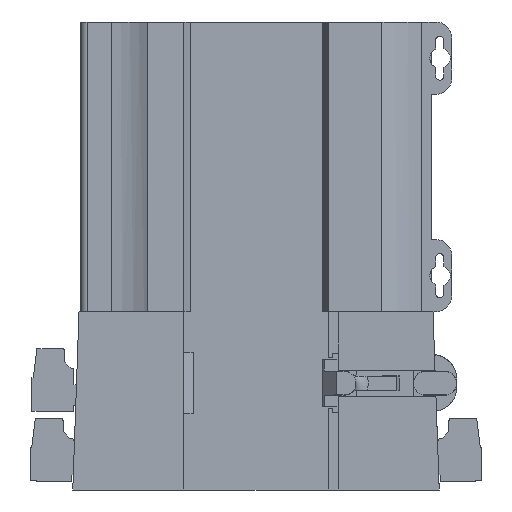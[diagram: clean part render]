
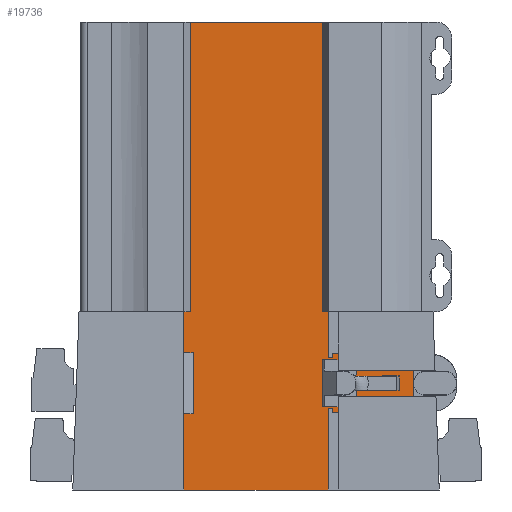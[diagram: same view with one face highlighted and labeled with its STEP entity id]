
A CAD part, front view. The second image highlights one B-rep face of the part: STEP entity #19736.
In plain terms, the highlighted planar face has unit normal (0, -1, 0).
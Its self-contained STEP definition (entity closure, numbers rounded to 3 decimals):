
#200=DIRECTION('',(0.035,0.,-0.999));
#201=VECTOR('',#200,14.409);
#202=CARTESIAN_POINT('',(43.832,0.,-81.5));
#203=LINE('',#202,#201);
#959=DIRECTION('',(-1.,0.,0.));
#960=VECTOR('',#959,35.5);
#961=CARTESIAN_POINT('',(17.82,0.,0.));
#962=LINE('',#961,#960);
#4075=DIRECTION('',(1.,0.,0.));
#4076=VECTOR('',#4075,0.07);
#4077=CARTESIAN_POINT('',(-17.75,0.,-71.2));
#4078=LINE('',#4077,#4076);
#4079=DIRECTION('',(0.,0.,1.));
#4080=VECTOR('',#4079,71.2);
#4081=CARTESIAN_POINT('',(-17.68,0.,-71.2));
#4082=LINE('',#4081,#4080);
#4083=DIRECTION('',(0.,0.,-1.));
#4084=VECTOR('',#4083,11.3);
#4085=CARTESIAN_POINT('',(17.75,0.,-71.2));
#4086=LINE('',#4085,#4084);
#4087=DIRECTION('',(1.,0.,0.));
#4088=VECTOR('',#4087,1.);
#4089=CARTESIAN_POINT('',(17.75,0.,-82.5));
#4090=LINE('',#4089,#4088);
#4091=DIRECTION('',(0.,0.,1.));
#4092=VECTOR('',#4091,1.);
#4093=CARTESIAN_POINT('',(18.75,0.,-82.5));
#4094=LINE('',#4093,#4092);
#4095=DIRECTION('',(0.,0.,1.));
#4096=VECTOR('',#4095,1.);
#4097=CARTESIAN_POINT('',(18.75,0.,-95.9));
#4098=LINE('',#4097,#4096);
#4099=DIRECTION('',(-1.,0.,0.));
#4100=VECTOR('',#4099,1.);
#4101=CARTESIAN_POINT('',(18.75,0.,-94.9));
#4102=LINE('',#4101,#4100);
#4103=DIRECTION('',(0.,0.,1.));
#4104=VECTOR('',#4103,20.05);
#4105=CARTESIAN_POINT('',(17.75,0.,-114.95));
#4106=LINE('',#4105,#4104);
#4107=DIRECTION('',(0.,0.,-1.));
#4108=VECTOR('',#4107,3.514);
#4109=CARTESIAN_POINT('',(35.155,0.,-86.943));
#4110=LINE('',#4109,#4108);
#4111=DIRECTION('',(1.,0.,0.));
#4112=VECTOR('',#4111,3.929);
#4113=CARTESIAN_POINT('',(31.226,0.,-86.943));
#4114=LINE('',#4113,#4112);
#4115=DIRECTION('',(0.,0.,1.));
#4116=VECTOR('',#4115,3.514);
#4117=CARTESIAN_POINT('',(31.226,0.,-90.457));
#4118=LINE('',#4117,#4116);
#4119=DIRECTION('',(1.,0.,0.));
#4120=VECTOR('',#4119,3.929);
#4121=CARTESIAN_POINT('',(31.226,0.,-90.457));
#4122=LINE('',#4121,#4120);
#4123=DIRECTION('',(0.,0.,1.));
#4124=VECTOR('',#4123,71.2);
#4125=CARTESIAN_POINT('',(17.82,0.,-71.2));
#4126=LINE('',#4125,#4124);
#4135=DIRECTION('',(1.,0.,0.));
#4136=VECTOR('',#4135,0.07);
#4137=CARTESIAN_POINT('',(17.75,0.,-71.2));
#4138=LINE('',#4137,#4136);
#4362=DIRECTION('',(-1.,0.,0.));
#4363=VECTOR('',#4362,35.5);
#4364=CARTESIAN_POINT('',(17.75,0.,-114.95));
#4365=LINE('',#4364,#4363);
#4512=DIRECTION('',(0.,0.,-1.));
#4513=VECTOR('',#4512,43.75);
#4514=CARTESIAN_POINT('',(-17.75,0.,-71.2));
#4515=LINE('',#4514,#4513);
#5790=DIRECTION('',(1.,0.,0.));
#5791=VECTOR('',#5790,25.585);
#5792=CARTESIAN_POINT('',(18.75,0.,-95.9));
#5793=LINE('',#5792,#5791);
#6292=DIRECTION('',(-1.,0.,0.));
#6293=VECTOR('',#6292,25.082);
#6294=CARTESIAN_POINT('',(43.832,0.,-81.5));
#6295=LINE('',#6294,#6293);
#11802=CARTESIAN_POINT('',(-17.75,0.,-114.95));
#11804=VERTEX_POINT('',#11802);
#11860=CARTESIAN_POINT('',(17.75,0.,-114.95));
#11861=CARTESIAN_POINT('',(17.75,0.,-94.9));
#11862=VERTEX_POINT('',#11860);
#11863=VERTEX_POINT('',#11861);
#11890=CARTESIAN_POINT('',(18.75,0.,-95.9));
#11891=CARTESIAN_POINT('',(18.75,0.,-94.9));
#11892=VERTEX_POINT('',#11890);
#11893=VERTEX_POINT('',#11891);
#11894=CARTESIAN_POINT('',(17.75,0.,-82.5));
#11895=CARTESIAN_POINT('',(18.75,0.,-82.5));
#11896=VERTEX_POINT('',#11894);
#11897=VERTEX_POINT('',#11895);
#11898=CARTESIAN_POINT('',(18.75,0.,-81.5));
#11899=VERTEX_POINT('',#11898);
#12648=CARTESIAN_POINT('',(43.832,0.,-81.5));
#12649=VERTEX_POINT('',#12648);
#12650=CARTESIAN_POINT('',(44.335,0.,-95.9));
#12651=VERTEX_POINT('',#12650);
#12978=CARTESIAN_POINT('',(35.155,0.,-86.943));
#12979=CARTESIAN_POINT('',(35.155,0.,-90.457));
#12980=VERTEX_POINT('',#12978);
#12981=VERTEX_POINT('',#12979);
#12982=CARTESIAN_POINT('',(31.226,0.,-86.943));
#12983=VERTEX_POINT('',#12982);
#12984=CARTESIAN_POINT('',(31.226,0.,-90.457));
#12985=VERTEX_POINT('',#12984);
#13412=CARTESIAN_POINT('',(17.82,0.,0.));
#13413=VERTEX_POINT('',#13412);
#13414=CARTESIAN_POINT('',(-17.68,0.,0.));
#13415=VERTEX_POINT('',#13414);
#15084=CARTESIAN_POINT('',(17.82,0.,-71.2));
#15086=VERTEX_POINT('',#15084);
#15088=CARTESIAN_POINT('',(17.75,0.,-71.2));
#15089=VERTEX_POINT('',#15088);
#15114=CARTESIAN_POINT('',(-17.75,0.,-71.2));
#15115=CARTESIAN_POINT('',(-17.68,0.,-71.2));
#15116=VERTEX_POINT('',#15114);
#15117=VERTEX_POINT('',#15115);
#19691=CARTESIAN_POINT('',(20.25,0.,-71.2));
#19692=DIRECTION('',(0.,-1.,0.));
#19693=DIRECTION('',(-1.,0.,0.));
#19694=AXIS2_PLACEMENT_3D('',#19691,#19692,#19693);
#19695=PLANE('',#19694);
#19696=ORIENTED_EDGE('',*,*,#19676,.T.);
#19697=ORIENTED_EDGE('',*,*,#19666,.T.);
#19698=ORIENTED_EDGE('',*,*,#16036,.F.);
#19700=ORIENTED_EDGE('',*,*,#19699,.F.);
#19702=ORIENTED_EDGE('',*,*,#19701,.F.);
#19704=ORIENTED_EDGE('',*,*,#19703,.T.);
#19706=ORIENTED_EDGE('',*,*,#19705,.T.);
#19708=ORIENTED_EDGE('',*,*,#19707,.T.);
#19710=ORIENTED_EDGE('',*,*,#19709,.F.);
#19711=ORIENTED_EDGE('',*,*,#15293,.T.);
#19713=ORIENTED_EDGE('',*,*,#19712,.F.);
#19715=ORIENTED_EDGE('',*,*,#19714,.T.);
#19717=ORIENTED_EDGE('',*,*,#19716,.T.);
#19719=ORIENTED_EDGE('',*,*,#19718,.F.);
#19721=ORIENTED_EDGE('',*,*,#19720,.T.);
#19723=ORIENTED_EDGE('',*,*,#19722,.F.);
#19724=EDGE_LOOP('',(#19696,#19697,#19698,#19700,#19702,#19704,#19706,#19708,
#19710,#19711,#19713,#19715,#19717,#19719,#19721,#19723));
#19725=FACE_OUTER_BOUND('',#19724,.F.);
#19727=ORIENTED_EDGE('',*,*,#19726,.F.);
#19729=ORIENTED_EDGE('',*,*,#19728,.F.);
#19731=ORIENTED_EDGE('',*,*,#19730,.F.);
#19733=ORIENTED_EDGE('',*,*,#19732,.T.);
#19734=EDGE_LOOP('',(#19727,#19729,#19731,#19733));
#19735=FACE_BOUND('',#19734,.F.);
#15293=EDGE_CURVE('',#12649,#12651,#203,.T.);
#16036=EDGE_CURVE('',#13413,#13415,#962,.T.);
#19666=EDGE_CURVE('',#15117,#13415,#4082,.T.);
#19676=EDGE_CURVE('',#15116,#15117,#4078,.T.);
#19699=EDGE_CURVE('',#15086,#13413,#4126,.T.);
#19701=EDGE_CURVE('',#15089,#15086,#4138,.T.);
#19703=EDGE_CURVE('',#15089,#11896,#4086,.T.);
#19705=EDGE_CURVE('',#11896,#11897,#4090,.T.);
#19707=EDGE_CURVE('',#11897,#11899,#4094,.T.);
#19709=EDGE_CURVE('',#12649,#11899,#6295,.T.);
#19712=EDGE_CURVE('',#11892,#12651,#5793,.T.);
#19714=EDGE_CURVE('',#11892,#11893,#4098,.T.);
#19716=EDGE_CURVE('',#11893,#11863,#4102,.T.);
#19718=EDGE_CURVE('',#11862,#11863,#4106,.T.);
#19720=EDGE_CURVE('',#11862,#11804,#4365,.T.);
#19722=EDGE_CURVE('',#15116,#11804,#4515,.T.);
#19726=EDGE_CURVE('',#12980,#12981,#4110,.T.);
#19728=EDGE_CURVE('',#12983,#12980,#4114,.T.);
#19730=EDGE_CURVE('',#12985,#12983,#4118,.T.);
#19732=EDGE_CURVE('',#12985,#12981,#4122,.T.);
#19736=ADVANCED_FACE('',(#19725,#19735),#19695,.T.);
